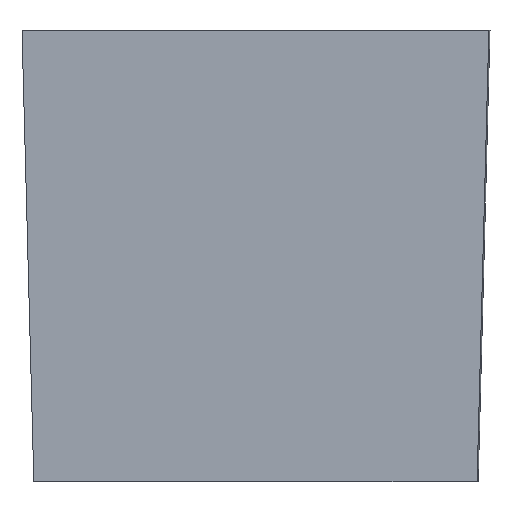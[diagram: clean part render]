
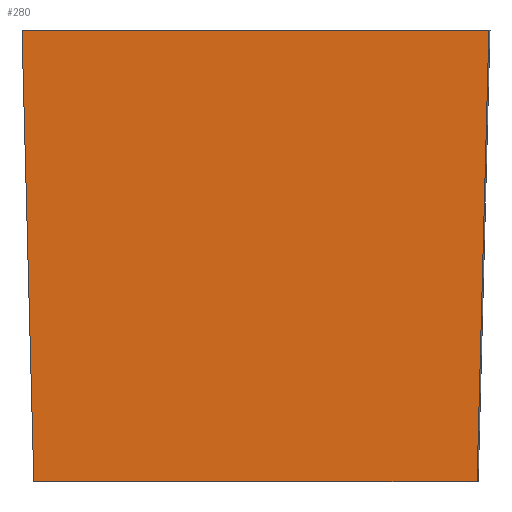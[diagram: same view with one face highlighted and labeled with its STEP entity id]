
A CAD part, front view. The second image highlights one B-rep face of the part: STEP entity #280.
In plain terms, the highlighted planar face has unit normal (0, -1, 0).
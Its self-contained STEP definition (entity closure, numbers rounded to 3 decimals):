
#43=ORIENTED_EDGE('',*,*,#123,.F.);
#44=ORIENTED_EDGE('',*,*,#124,.T.);
#45=ORIENTED_EDGE('',*,*,#125,.F.);
#46=ORIENTED_EDGE('',*,*,#126,.T.);
#123=EDGE_CURVE('',#163,#164,#188,.T.);
#124=EDGE_CURVE('',#163,#165,#189,.T.);
#125=EDGE_CURVE('',#166,#165,#190,.T.);
#126=EDGE_CURVE('',#166,#164,#191,.T.);
#163=VERTEX_POINT('',#432);
#164=VERTEX_POINT('',#433);
#165=VERTEX_POINT('',#435);
#166=VERTEX_POINT('',#437);
#188=LINE('',#431,#212);
#189=LINE('',#434,#213);
#190=LINE('',#436,#214);
#191=LINE('',#438,#215);
#212=VECTOR('',#345,1000.);
#213=VECTOR('',#346,1000.);
#214=VECTOR('',#347,1000.);
#215=VECTOR('',#348,1000.);
#236=EDGE_LOOP('',(#43,#44,#45,#46));
#253=FACE_BOUND('',#236,.T.);
#270=PLANE('',#310);
#280=ADVANCED_FACE('',(#253),#270,.T.);
#310=AXIS2_PLACEMENT_3D('',#430,#343,#344);
#343=DIRECTION('',(0.,-1.,0.));
#344=DIRECTION('',(-0.131,0.,0.991));
#345=DIRECTION('',(-0.026,0.,1.));
#346=DIRECTION('',(1.,0.,0.));
#347=DIRECTION('',(-0.026,0.,-1.));
#348=DIRECTION('',(-1.,0.,0.));
#430=CARTESIAN_POINT('',(0.,0.,0.));
#431=CARTESIAN_POINT('',(-0.091,0.,-0.002));
#432=CARTESIAN_POINT('',(-14.126,0.,536.001));
#433=CARTESIAN_POINT('',(-14.875,0.,564.576));
#434=CARTESIAN_POINT('',(0.01,0.,536.));
#435=CARTESIAN_POINT('',(13.945,0.,536.));
#436=CARTESIAN_POINT('',(-0.091,0.,0.002));
#437=CARTESIAN_POINT('',(14.693,0.,564.575));
#438=CARTESIAN_POINT('',(0.01,0.,564.575));
